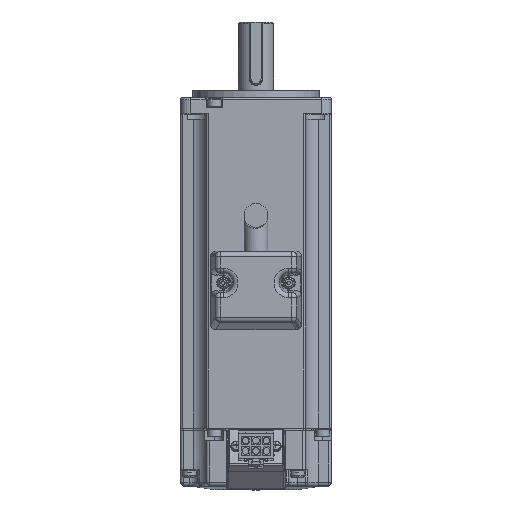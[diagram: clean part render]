
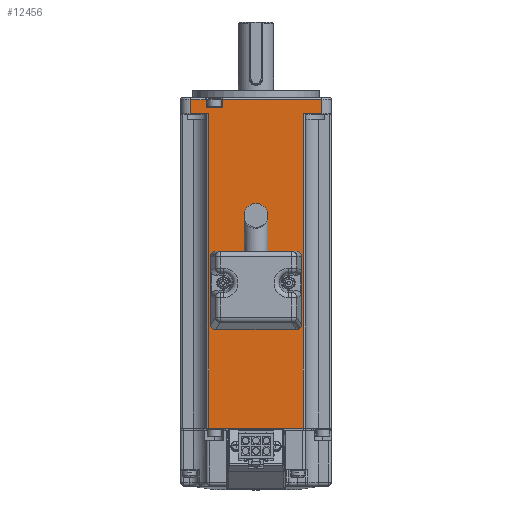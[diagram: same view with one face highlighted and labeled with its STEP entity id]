
A CAD part, top view. The second image highlights one B-rep face of the part: STEP entity #12456.
In plain terms, the highlighted planar face has unit normal (0, 0, 1).
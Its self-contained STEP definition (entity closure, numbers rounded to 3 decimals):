
#4987=PLANE('',#32080);
#7819=LINE('',#52193,#10053);
#7820=LINE('',#52197,#10054);
#7821=LINE('',#52199,#10055);
#7822=LINE('',#52201,#10056);
#7824=LINE('',#52205,#10058);
#7826=LINE('',#52209,#10060);
#7827=LINE('',#52211,#10061);
#7828=LINE('',#52213,#10062);
#7829=LINE('',#52217,#10063);
#7830=LINE('',#52223,#10064);
#7872=LINE('',#52458,#10106);
#7873=LINE('',#52462,#10107);
#7874=LINE('',#52464,#10108);
#7875=LINE('',#52469,#10109);
#7876=LINE('',#52473,#10110);
#7877=LINE('',#52477,#10111);
#10053=VECTOR('',#37523,1.);
#10054=VECTOR('',#37528,1.);
#10055=VECTOR('',#37531,1.);
#10056=VECTOR('',#37534,1.);
#10058=VECTOR('',#37538,1.);
#10060=VECTOR('',#37542,1.);
#10061=VECTOR('',#37545,1.);
#10062=VECTOR('',#37548,1.);
#10063=VECTOR('',#37553,1.);
#10064=VECTOR('',#37560,1.);
#10106=VECTOR('',#37700,1.);
#10107=VECTOR('',#37705,1.);
#10108=VECTOR('',#37708,1.);
#10109=VECTOR('',#37711,1.);
#10110=VECTOR('',#37714,1.);
#10111=VECTOR('',#37717,1.);
#12456=ADVANCED_FACE('',(#13440,#13441),#4987,.F.);
#13440=FACE_BOUND('',#14613,.T.);
#13441=FACE_BOUND('',#14614,.T.);
#14613=EDGE_LOOP('',(#19599,#19600,#19601,#19602,#19603,#19604,#19605,#19606));
#14614=EDGE_LOOP('',(#19607,#19608,#19609,#19610,#19611,#19612,#19613,#19614,
#19615,#19616,#19617,#19618));
#19599=ORIENTED_EDGE('',*,*,#27448,.F.);
#19600=ORIENTED_EDGE('',*,*,#27449,.F.);
#19601=ORIENTED_EDGE('',*,*,#27450,.F.);
#19602=ORIENTED_EDGE('',*,*,#27451,.F.);
#19603=ORIENTED_EDGE('',*,*,#27452,.F.);
#19604=ORIENTED_EDGE('',*,*,#27453,.F.);
#19605=ORIENTED_EDGE('',*,*,#27454,.F.);
#19606=ORIENTED_EDGE('',*,*,#27455,.F.);
#19607=ORIENTED_EDGE('',*,*,#27447,.T.);
#19608=ORIENTED_EDGE('',*,*,#27445,.F.);
#19609=ORIENTED_EDGE('',*,*,#27373,.T.);
#19610=ORIENTED_EDGE('',*,*,#27370,.F.);
#19611=ORIENTED_EDGE('',*,*,#27368,.T.);
#19612=ORIENTED_EDGE('',*,*,#27367,.T.);
#19613=ORIENTED_EDGE('',*,*,#27366,.F.);
#19614=ORIENTED_EDGE('',*,*,#27364,.F.);
#19615=ORIENTED_EDGE('',*,*,#27362,.T.);
#19616=ORIENTED_EDGE('',*,*,#27361,.T.);
#19617=ORIENTED_EDGE('',*,*,#27360,.F.);
#19618=ORIENTED_EDGE('',*,*,#27358,.F.);
#24073=VERTEX_POINT('',#51658);
#24076=VERTEX_POINT('',#51665);
#24081=VERTEX_POINT('',#51684);
#24084=VERTEX_POINT('',#51695);
#24194=VERTEX_POINT('',#52192);
#24195=VERTEX_POINT('',#52194);
#24196=VERTEX_POINT('',#52202);
#24197=VERTEX_POINT('',#52206);
#24198=VERTEX_POINT('',#52214);
#24199=VERTEX_POINT('',#52218);
#24200=VERTEX_POINT('',#52222);
#24245=VERTEX_POINT('',#52459);
#24246=VERTEX_POINT('',#52465);
#24247=VERTEX_POINT('',#52466);
#24248=VERTEX_POINT('',#52468);
#24249=VERTEX_POINT('',#52470);
#24250=VERTEX_POINT('',#52472);
#24251=VERTEX_POINT('',#52474);
#24252=VERTEX_POINT('',#52476);
#24253=VERTEX_POINT('',#52478);
#27358=EDGE_CURVE('',#24194,#24195,#7819,.T.);
#27360=EDGE_CURVE('',#24195,#24073,#7820,.T.);
#27361=EDGE_CURVE('',#24076,#24073,#7821,.T.);
#27362=EDGE_CURVE('',#24196,#24076,#7822,.T.);
#27364=EDGE_CURVE('',#24196,#24197,#7824,.T.);
#27366=EDGE_CURVE('',#24197,#24081,#7826,.T.);
#27367=EDGE_CURVE('',#24084,#24081,#7827,.T.);
#27368=EDGE_CURVE('',#24198,#24084,#7828,.T.);
#27370=EDGE_CURVE('',#24198,#24199,#7829,.T.);
#27373=EDGE_CURVE('',#24200,#24199,#7830,.T.);
#27445=EDGE_CURVE('',#24200,#24245,#7872,.T.);
#27447=EDGE_CURVE('',#24194,#24245,#7873,.T.);
#27448=EDGE_CURVE('',#24246,#24247,#7874,.T.);
#27449=EDGE_CURVE('',#24248,#24246,#29991,.T.);
#27450=EDGE_CURVE('',#24249,#24248,#7875,.T.);
#27451=EDGE_CURVE('',#24250,#24249,#29992,.T.);
#27452=EDGE_CURVE('',#24251,#24250,#7876,.T.);
#27453=EDGE_CURVE('',#24252,#24251,#29993,.T.);
#27454=EDGE_CURVE('',#24253,#24252,#7877,.T.);
#27455=EDGE_CURVE('',#24247,#24253,#29994,.T.);
#29991=CIRCLE('',#32076,1.8);
#29992=CIRCLE('',#32077,1.8);
#29993=CIRCLE('',#32078,1.8);
#29994=CIRCLE('',#32079,1.8);
#32076=AXIS2_PLACEMENT_3D('',#52467,#37709,#37710);
#32077=AXIS2_PLACEMENT_3D('',#52471,#37712,#37713);
#32078=AXIS2_PLACEMENT_3D('',#52475,#37715,#37716);
#32079=AXIS2_PLACEMENT_3D('',#52479,#37718,#37719);
#32080=AXIS2_PLACEMENT_3D('',#52480,#37720,#37721);
#37523=DIRECTION('',(-1.,0.,0.));
#37528=DIRECTION('',(0.,1.,0.));
#37531=DIRECTION('',(-1.,0.,0.));
#37534=DIRECTION('',(0.,1.,0.));
#37538=DIRECTION('',(1.,0.,0.));
#37542=DIRECTION('',(0.,1.,0.));
#37545=DIRECTION('',(-1.,0.,0.));
#37548=DIRECTION('',(0.,1.,0.));
#37553=DIRECTION('',(-1.,0.,0.));
#37560=DIRECTION('',(0.,1.,0.));
#37700=DIRECTION('',(-1.,0.,0.));
#37705=DIRECTION('',(0.,-1.,0.));
#37708=DIRECTION('',(-1.,0.,0.));
#37709=DIRECTION('',(0.,0.,1.));
#37710=DIRECTION('',(0.,1.,0.));
#37711=DIRECTION('',(0.,1.,0.));
#37712=DIRECTION('',(0.,0.,1.));
#37713=DIRECTION('',(0.,1.,0.));
#37714=DIRECTION('',(1.,0.,0.));
#37715=DIRECTION('',(0.,0.,1.));
#37716=DIRECTION('',(0.,1.,0.));
#37717=DIRECTION('',(0.,-1.,0.));
#37718=DIRECTION('',(0.,0.,1.));
#37719=DIRECTION('',(0.,1.,0.));
#37720=DIRECTION('',(0.,0.,-1.));
#37721=DIRECTION('',(0.,-1.,0.));
#51658=CARTESIAN_POINT('',(-26.,71.2,0.));
#51665=CARTESIAN_POINT('',(-19.7,71.2,0.));
#51684=CARTESIAN_POINT('',(-13.3,71.2,0.));
#51695=CARTESIAN_POINT('',(26.,71.2,0.));
#52192=CARTESIAN_POINT('',(-18.8,65.5,0.));
#52193=CARTESIAN_POINT('',(-19.8,65.5,0.));
#52194=CARTESIAN_POINT('',(-26.,65.5,0.));
#52197=CARTESIAN_POINT('',(-26.,63.5,0.));
#52199=CARTESIAN_POINT('',(-18.8,71.2,0.));
#52201=CARTESIAN_POINT('',(-19.7,68.,0.));
#52202=CARTESIAN_POINT('',(-19.7,68.,0.));
#52205=CARTESIAN_POINT('',(-19.7,68.,0.));
#52206=CARTESIAN_POINT('',(-13.3,68.,0.));
#52209=CARTESIAN_POINT('',(-13.3,68.,0.));
#52211=CARTESIAN_POINT('',(-18.8,71.2,0.));
#52213=CARTESIAN_POINT('',(26.,63.5,0.));
#52214=CARTESIAN_POINT('',(26.,65.5,0.));
#52217=CARTESIAN_POINT('',(-18.8,65.5,0.));
#52218=CARTESIAN_POINT('',(18.8,65.5,0.));
#52222=CARTESIAN_POINT('',(18.8,-59.,0.));
#52223=CARTESIAN_POINT('',(18.8,65.5,0.));
#52458=CARTESIAN_POINT('',(18.8,-59.,0.));
#52459=CARTESIAN_POINT('',(-18.8,-59.,0.));
#52462=CARTESIAN_POINT('',(-18.8,63.5,0.));
#52464=CARTESIAN_POINT('',(13.,10.8,0.));
#52465=CARTESIAN_POINT('',(16.,10.8,0.));
#52466=CARTESIAN_POINT('',(-16.,10.8,0.));
#52467=CARTESIAN_POINT('',(16.,9.,0.));
#52468=CARTESIAN_POINT('',(17.8,9.,0.));
#52469=CARTESIAN_POINT('',(17.8,-17.,0.));
#52470=CARTESIAN_POINT('',(17.8,-18.,0.));
#52471=CARTESIAN_POINT('',(16.,-18.,0.));
#52472=CARTESIAN_POINT('',(16.,-19.8,0.));
#52473=CARTESIAN_POINT('',(-13.,-19.8,0.));
#52474=CARTESIAN_POINT('',(-16.,-19.8,0.));
#52475=CARTESIAN_POINT('',(-16.,-18.,0.));
#52476=CARTESIAN_POINT('',(-17.8,-18.,0.));
#52477=CARTESIAN_POINT('',(-17.8,6.,0.));
#52478=CARTESIAN_POINT('',(-17.8,9.,0.));
#52479=CARTESIAN_POINT('',(-16.,9.,0.));
#52480=CARTESIAN_POINT('',(-18.8,-26.5,0.));
